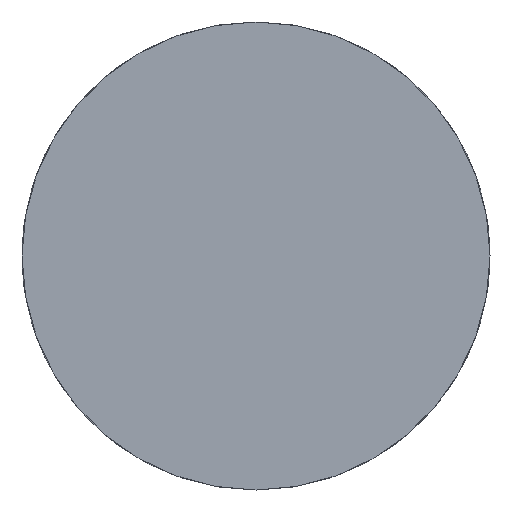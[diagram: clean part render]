
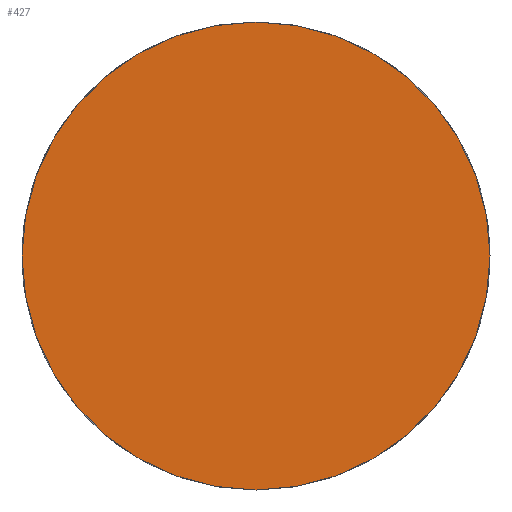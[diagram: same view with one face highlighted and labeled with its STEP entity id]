
A CAD part, front view. The second image highlights one B-rep face of the part: STEP entity #427.
In plain terms, the highlighted planar face has unit normal (0, -1, 0).
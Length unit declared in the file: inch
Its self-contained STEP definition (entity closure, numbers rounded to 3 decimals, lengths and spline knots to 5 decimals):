
#21 = AXIS2_PLACEMENT_3D ( 'NONE', #243, #244, #245 ) ;
#57 = AXIS2_PLACEMENT_3D ( 'NONE', #201, #208, #209 ) ;
#67 = FACE_OUTER_BOUND ( 'NONE', #142, .T. ) ;
#86 = CIRCLE ( 'NONE', #21, 0.125 ) ;
#89 = EDGE_CURVE ( 'NONE', #136, #131, #90, .T. ) ;
#90 = CIRCLE ( 'NONE', #57, 0.125 ) ;
#112 = AXIS2_PLACEMENT_3D ( 'NONE', #359, #360, #361 ) ;
#131 = VERTEX_POINT ( 'NONE', #224 ) ;
#136 = VERTEX_POINT ( 'NONE', #228 ) ;
#142 = EDGE_LOOP ( 'NONE', ( #168, #169 ) ) ;
#168 = ORIENTED_EDGE ( 'NONE', *, *, #89, .F. ) ;
#169 = ORIENTED_EDGE ( 'NONE', *, *, #416, .F. ) ;
#201 = CARTESIAN_POINT ( 'NONE',  ( 0., 0., 0. ) ) ;
#208 = DIRECTION ( 'NONE',  ( 0., 1., 0. ) ) ;
#209 = DIRECTION ( 'NONE',  ( 0., 0., 1. ) ) ;
#224 = CARTESIAN_POINT ( 'NONE',  ( 0., 0., 0.125 ) ) ;
#228 = CARTESIAN_POINT ( 'NONE',  ( 0., 0., -0.125 ) ) ;
#243 = CARTESIAN_POINT ( 'NONE',  ( 0., 0., 0. ) ) ;
#244 = DIRECTION ( 'NONE',  ( 0., 1., 0. ) ) ;
#245 = DIRECTION ( 'NONE',  ( 0., 0., 1. ) ) ;
#358 = PLANE ( 'NONE',  #112 ) ;
#359 = CARTESIAN_POINT ( 'NONE',  ( 0., 0., 0. ) ) ;
#360 = DIRECTION ( 'NONE',  ( 0., 1., 0. ) ) ;
#361 = DIRECTION ( 'NONE',  ( 0., 0., 1. ) ) ;
#416 = EDGE_CURVE ( 'NONE', #131, #136, #86, .T. ) ;
#427 = ADVANCED_FACE ( 'NONE', ( #67 ), #358, .F. ) ;
